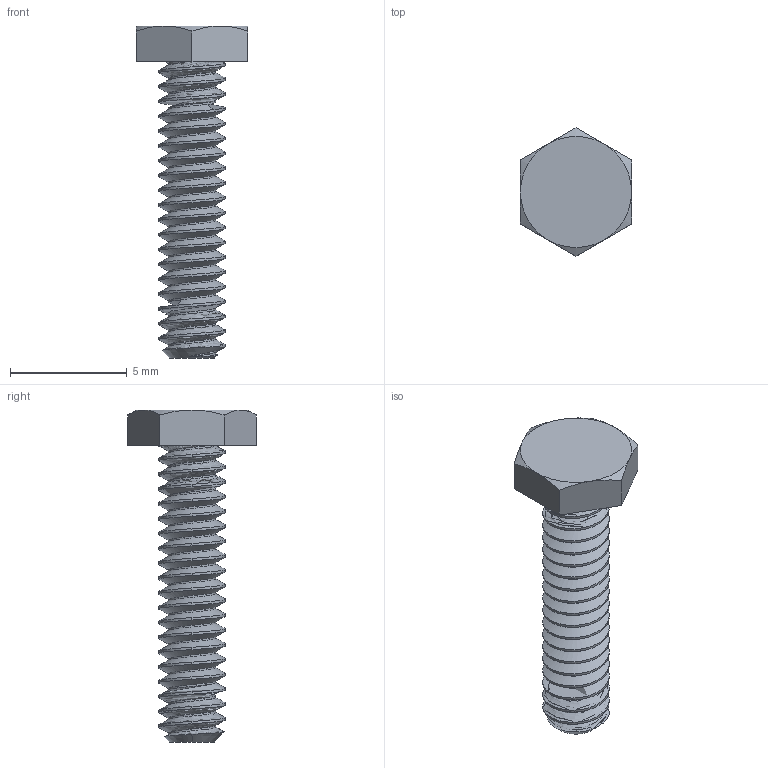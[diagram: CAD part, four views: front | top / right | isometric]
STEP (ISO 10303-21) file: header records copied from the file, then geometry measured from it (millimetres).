
FILE_DESCRIPTION (( 'STEP AP203' ), '1' );
FILE_NAME ('94555A110_Ceramic Hex Head Screw.STEP', '2021-09-09T03:37:46', ( 'Administrator' ), ( 'Managed by Terraform' ), 'SwSTEP 2.0', 'SolidWorks 2017', '' );
FILE_SCHEMA (( 'CONFIG_CONTROL_DESIGN' ));
Length unit declared in the file: inch
Products named in the file (1): 94555A110_Ceramic Hex Head Screw
Bounding box: 4.76 x 5.5 x 14.22 mm (x, y, z)
Volume: 89.8 mm3; surface area: 231.8 mm2
Topology: 1 solids, 1 shells, 61 faces, 167 edges, 109 vertices
Faces by surface type: cylinder 40, cone 9, plane 9, bspline 3
Entity records: 4384 total; most frequent: CARTESIAN_POINT 3044, ORIENTED_EDGE 334, DIRECTION 194, EDGE_CURVE 167, VERTEX_POINT 109, AXIS2_PLACEMENT_3D 70, EDGE_LOOP 62, ADVANCED_FACE 61
